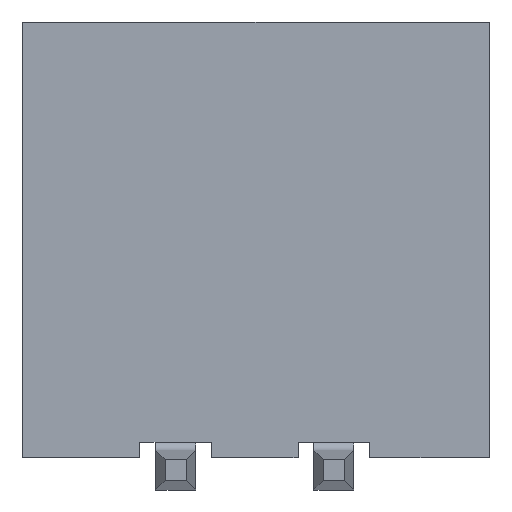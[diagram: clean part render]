
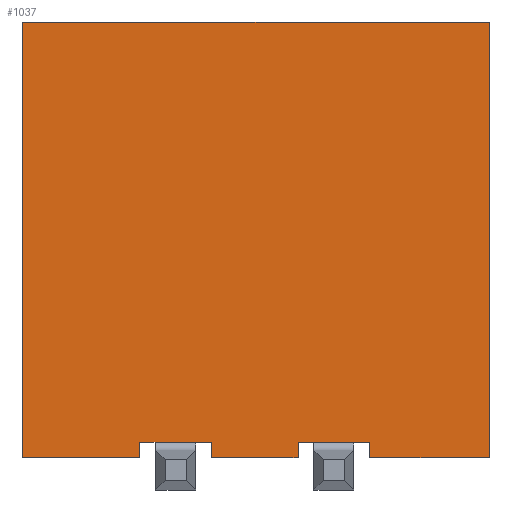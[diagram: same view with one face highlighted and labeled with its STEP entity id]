
A CAD part, front view. The second image highlights one B-rep face of the part: STEP entity #1037.
In plain terms, the highlighted planar face has unit normal (0, -1, 0).
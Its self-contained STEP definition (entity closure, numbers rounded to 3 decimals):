
#24 = DIRECTION ( 'NONE',  ( 0., 0., 1. ) ) ;
#29 = LINE ( 'NONE', #77, #1767 ) ;
#70 = DIRECTION ( 'NONE',  ( -1., 0., 0. ) ) ;
#77 = CARTESIAN_POINT ( 'NONE',  ( 0.675, 0., 0. ) ) ;
#113 = VERTEX_POINT ( 'NONE', #610 ) ;
#141 = CARTESIAN_POINT ( 'NONE',  ( -3.75, 0., -3.5 ) ) ;
#161 = CARTESIAN_POINT ( 'NONE',  ( -0.715, 0., -3.25 ) ) ;
#187 = DIRECTION ( 'NONE',  ( 0., 0., 1. ) ) ;
#188 = EDGE_CURVE ( 'NONE', #1635, #1743, #2382, .T. ) ;
#198 = EDGE_CURVE ( 'NONE', #748, #2080, #820, .T. ) ;
#252 = CARTESIAN_POINT ( 'NONE',  ( 1.825, 0., -3.5 ) ) ;
#259 = LINE ( 'NONE', #2404, #1609 ) ;
#269 = CARTESIAN_POINT ( 'NONE',  ( 1.825, 0., -3.25 ) ) ;
#277 = EDGE_CURVE ( 'NONE', #1743, #905, #1044, .T. ) ;
#283 = VERTEX_POINT ( 'NONE', #667 ) ;
#325 = CARTESIAN_POINT ( 'NONE',  ( -3.75, 0., 3.5 ) ) ;
#329 = LINE ( 'NONE', #1699, #1732 ) ;
#345 = ORIENTED_EDGE ( 'NONE', *, *, #549, .F. ) ;
#416 = DIRECTION ( 'NONE',  ( 0., 0., 1. ) ) ;
#422 = CARTESIAN_POINT ( 'NONE',  ( -3.75, 0., -3.5 ) ) ;
#464 = DIRECTION ( 'NONE',  ( -1., 0., 0. ) ) ;
#491 = CARTESIAN_POINT ( 'NONE',  ( -1.865, 0., -3.5 ) ) ;
#549 = EDGE_CURVE ( 'NONE', #283, #748, #329, .T. ) ;
#573 = CARTESIAN_POINT ( 'NONE',  ( 3.75, 0., 3.5 ) ) ;
#586 = ORIENTED_EDGE ( 'NONE', *, *, #188, .F. ) ;
#610 = CARTESIAN_POINT ( 'NONE',  ( 3.75, 0., -3.5 ) ) ;
#654 = DIRECTION ( 'NONE',  ( -1., 0., 0. ) ) ;
#667 = CARTESIAN_POINT ( 'NONE',  ( -1.865, 0., -3.25 ) ) ;
#694 = ORIENTED_EDGE ( 'NONE', *, *, #1736, .F. ) ;
#712 = DIRECTION ( 'NONE',  ( 0., 0., -1. ) ) ;
#748 = VERTEX_POINT ( 'NONE', #491 ) ;
#766 = DIRECTION ( 'NONE',  ( -1., 0., 0. ) ) ;
#775 = LINE ( 'NONE', #1597, #1019 ) ;
#785 = LINE ( 'NONE', #1165, #1935 ) ;
#820 = LINE ( 'NONE', #422, #1266 ) ;
#822 = DIRECTION ( 'NONE',  ( 0., 0., -1. ) ) ;
#825 = CARTESIAN_POINT ( 'NONE',  ( -3.75, 0., 3.5 ) ) ;
#853 = CARTESIAN_POINT ( 'NONE',  ( 0., 0., -3.25 ) ) ;
#890 = VERTEX_POINT ( 'NONE', #1749 ) ;
#893 = AXIS2_PLACEMENT_3D ( 'NONE', #2117, #1061, #712 ) ;
#905 = VERTEX_POINT ( 'NONE', #1345 ) ;
#923 = DIRECTION ( 'NONE',  ( 0., 0., -1. ) ) ;
#956 = EDGE_CURVE ( 'NONE', #113, #1635, #1951, .T. ) ;
#993 = VERTEX_POINT ( 'NONE', #325 ) ;
#1008 = CARTESIAN_POINT ( 'NONE',  ( 1.825, 0., 0. ) ) ;
#1019 = VECTOR ( 'NONE', #1573, 1000. ) ;
#1028 = EDGE_CURVE ( 'NONE', #1983, #113, #1332, .T. ) ;
#1037 = ADVANCED_FACE ( 'NONE', ( #1277 ), #1720, .T. ) ;
#1044 = LINE ( 'NONE', #853, #1607 ) ;
#1061 = DIRECTION ( 'NONE',  ( 0., -1., 0. ) ) ;
#1062 = ORIENTED_EDGE ( 'NONE', *, *, #2197, .F. ) ;
#1128 = VERTEX_POINT ( 'NONE', #1376 ) ;
#1165 = CARTESIAN_POINT ( 'NONE',  ( -0.715, 0., 0. ) ) ;
#1172 = EDGE_CURVE ( 'NONE', #2080, #993, #1967, .T. ) ;
#1196 = ORIENTED_EDGE ( 'NONE', *, *, #1028, .F. ) ;
#1218 = DIRECTION ( 'NONE',  ( -1., 0., 0. ) ) ;
#1266 = VECTOR ( 'NONE', #1218, 1000. ) ;
#1277 = FACE_OUTER_BOUND ( 'NONE', #2230, .T. ) ;
#1308 = ORIENTED_EDGE ( 'NONE', *, *, #277, .F. ) ;
#1332 = LINE ( 'NONE', #1915, #2011 ) ;
#1345 = CARTESIAN_POINT ( 'NONE',  ( 0.675, 0., -3.25 ) ) ;
#1376 = CARTESIAN_POINT ( 'NONE',  ( 0.675, 0., -3.5 ) ) ;
#1535 = EDGE_CURVE ( 'NONE', #890, #1974, #785, .T. ) ;
#1573 = DIRECTION ( 'NONE',  ( 1., 0., 0. ) ) ;
#1597 = CARTESIAN_POINT ( 'NONE',  ( -3.75, 0., 3.5 ) ) ;
#1607 = VECTOR ( 'NONE', #654, 1000. ) ;
#1609 = VECTOR ( 'NONE', #70, 1000. ) ;
#1635 = VERTEX_POINT ( 'NONE', #252 ) ;
#1649 = EDGE_CURVE ( 'NONE', #1974, #283, #2064, .T. ) ;
#1699 = CARTESIAN_POINT ( 'NONE',  ( -1.865, 0., 0. ) ) ;
#1720 = PLANE ( 'NONE',  #893 ) ;
#1732 = VECTOR ( 'NONE', #2121, 1000. ) ;
#1736 = EDGE_CURVE ( 'NONE', #905, #1128, #29, .T. ) ;
#1743 = VERTEX_POINT ( 'NONE', #269 ) ;
#1749 = CARTESIAN_POINT ( 'NONE',  ( -0.715, 0., -3.5 ) ) ;
#1767 = VECTOR ( 'NONE', #822, 1000. ) ;
#1915 = CARTESIAN_POINT ( 'NONE',  ( 3.75, 0., 3.5 ) ) ;
#1932 = ORIENTED_EDGE ( 'NONE', *, *, #1172, .F. ) ;
#1935 = VECTOR ( 'NONE', #416, 1000. ) ;
#1951 = LINE ( 'NONE', #2538, #2145 ) ;
#1967 = LINE ( 'NONE', #825, #2006 ) ;
#1974 = VERTEX_POINT ( 'NONE', #161 ) ;
#1983 = VERTEX_POINT ( 'NONE', #573 ) ;
#2006 = VECTOR ( 'NONE', #187, 1000. ) ;
#2011 = VECTOR ( 'NONE', #923, 1000. ) ;
#2031 = ORIENTED_EDGE ( 'NONE', *, *, #956, .F. ) ;
#2047 = CARTESIAN_POINT ( 'NONE',  ( 0., 0., -3.25 ) ) ;
#2051 = ORIENTED_EDGE ( 'NONE', *, *, #2486, .F. ) ;
#2057 = ORIENTED_EDGE ( 'NONE', *, *, #198, .F. ) ;
#2062 = ORIENTED_EDGE ( 'NONE', *, *, #1535, .F. ) ;
#2064 = LINE ( 'NONE', #2047, #2137 ) ;
#2080 = VERTEX_POINT ( 'NONE', #141 ) ;
#2117 = CARTESIAN_POINT ( 'NONE',  ( 0., 0., 0. ) ) ;
#2121 = DIRECTION ( 'NONE',  ( 0., 0., -1. ) ) ;
#2137 = VECTOR ( 'NONE', #464, 1000. ) ;
#2145 = VECTOR ( 'NONE', #766, 1000. ) ;
#2197 = EDGE_CURVE ( 'NONE', #1128, #890, #259, .T. ) ;
#2230 = EDGE_LOOP ( 'NONE', ( #2062, #1062, #694, #1308, #586, #2031, #1196, #2051, #1932, #2057, #345, #2418 ) ) ;
#2382 = LINE ( 'NONE', #1008, #2460 ) ;
#2404 = CARTESIAN_POINT ( 'NONE',  ( -3.75, 0., -3.5 ) ) ;
#2418 = ORIENTED_EDGE ( 'NONE', *, *, #1649, .F. ) ;
#2460 = VECTOR ( 'NONE', #24, 1000. ) ;
#2486 = EDGE_CURVE ( 'NONE', #993, #1983, #775, .T. ) ;
#2538 = CARTESIAN_POINT ( 'NONE',  ( -3.75, 0., -3.5 ) ) ;
